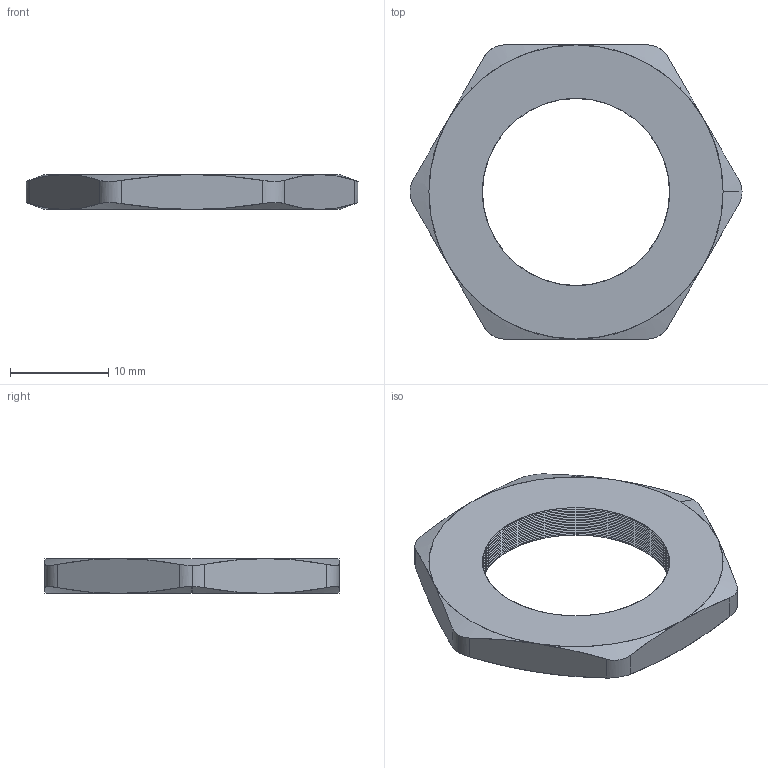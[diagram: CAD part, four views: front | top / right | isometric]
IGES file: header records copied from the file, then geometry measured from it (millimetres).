
Start section: SolidWorks IGES file using analytic representation for surfaces
Global section: file name: NN-21-BR.IGS; native system: SolidWorks 2008; preprocessor: SolidWorks 2008; author: user; date: 100225.060111; units: inch
Bounding box: 33.82 x 29.97 x 3.56 mm (x, y, z)
Surface area: 1722.3 mm2 (no closed solid volume)
Topology: 0 solids, 0 shells, 97 faces, 692 edges, 692 vertices
Faces by surface type: revolution 89, bspline 8
